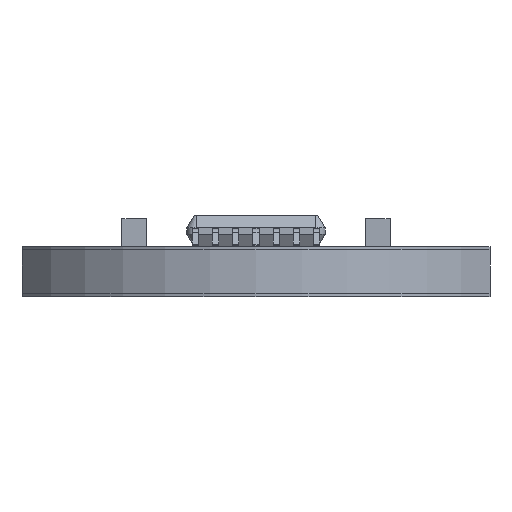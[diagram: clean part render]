
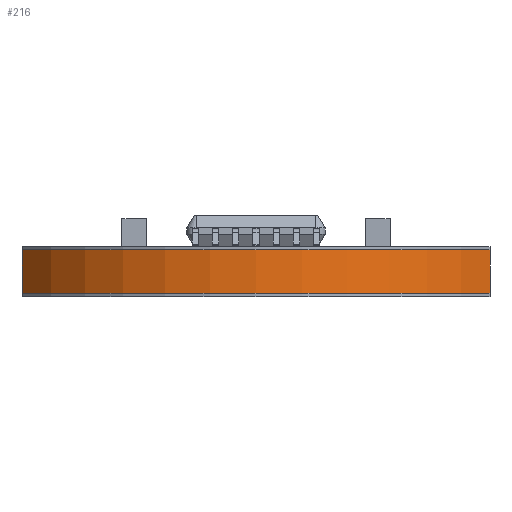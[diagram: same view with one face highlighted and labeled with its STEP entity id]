
A CAD part, front view. The second image highlights one B-rep face of the part: STEP entity #216.
In plain terms, the highlighted cylindrical face has radius 9 mm (diameter 18 mm), a partial arc.
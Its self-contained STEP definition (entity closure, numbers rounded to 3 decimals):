
#191 = VERTEX_POINT('',#192);
#192 = CARTESIAN_POINT('',(-7.5,-4.975,0.7));
#198 = EDGE_CURVE('',#199,#191,#201,.T.);
#199 = VERTEX_POINT('',#200);
#200 = CARTESIAN_POINT('',(-7.5,-4.975,-0.7));
#201 = LINE('',#202,#203);
#202 = CARTESIAN_POINT('',(-7.5,-4.975,-0.7));
#203 = VECTOR('',#204,1.);
#204 = DIRECTION('',(0.,0.,1.));
#216 = ADVANCED_FACE('',(#217),#244,.T.);
#217 = FACE_BOUND('',#218,.F.);
#218 = EDGE_LOOP('',(#219,#220,#229,#237));
#219 = ORIENTED_EDGE('',*,*,#198,.T.);
#220 = ORIENTED_EDGE('',*,*,#221,.T.);
#221 = EDGE_CURVE('',#191,#222,#224,.T.);
#222 = VERTEX_POINT('',#223);
#223 = CARTESIAN_POINT('',(7.5,-4.975,0.7));
#224 = CIRCLE('',#225,9.);
#225 = AXIS2_PLACEMENT_3D('',#226,#227,#228);
#226 = CARTESIAN_POINT('',(0.,0.,0.7));
#227 = DIRECTION('',(0.,0.,1.));
#228 = DIRECTION('',(1.,0.,0.));
#229 = ORIENTED_EDGE('',*,*,#230,.F.);
#230 = EDGE_CURVE('',#231,#222,#233,.T.);
#231 = VERTEX_POINT('',#232);
#232 = CARTESIAN_POINT('',(7.5,-4.975,-0.7));
#233 = LINE('',#234,#235);
#234 = CARTESIAN_POINT('',(7.5,-4.975,-0.7));
#235 = VECTOR('',#236,1.);
#236 = DIRECTION('',(0.,0.,1.));
#237 = ORIENTED_EDGE('',*,*,#238,.F.);
#238 = EDGE_CURVE('',#199,#231,#239,.T.);
#239 = CIRCLE('',#240,9.);
#240 = AXIS2_PLACEMENT_3D('',#241,#242,#243);
#241 = CARTESIAN_POINT('',(0.,0.,-0.7));
#242 = DIRECTION('',(0.,0.,1.));
#243 = DIRECTION('',(1.,0.,0.));
#244 = CYLINDRICAL_SURFACE('',#245,9.);
#245 = AXIS2_PLACEMENT_3D('',#246,#247,#248);
#246 = CARTESIAN_POINT('',(0.,0.,-0.7));
#247 = DIRECTION('',(-0.,-0.,-1.));
#248 = DIRECTION('',(1.,0.,0.));
